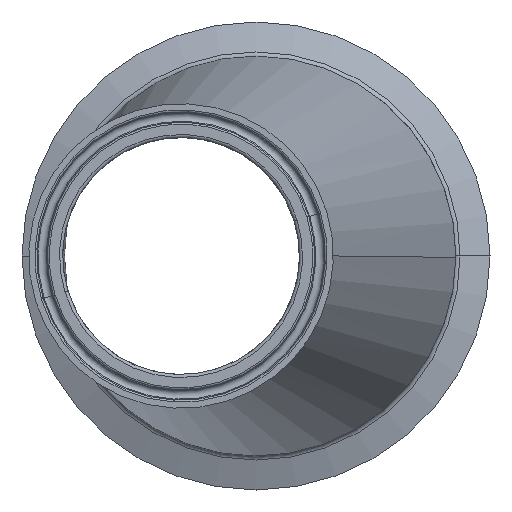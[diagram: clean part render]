
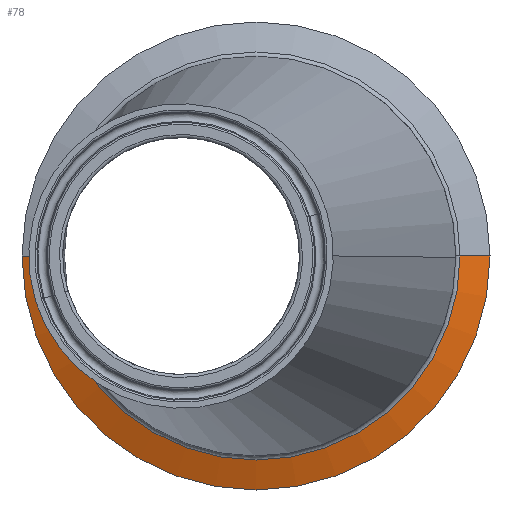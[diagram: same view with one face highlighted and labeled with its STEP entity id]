
A CAD part, front view. The second image highlights one B-rep face of the part: STEP entity #78.
In plain terms, the highlighted conical face has half-angle 70 degrees and reference radius 59.46 mm.
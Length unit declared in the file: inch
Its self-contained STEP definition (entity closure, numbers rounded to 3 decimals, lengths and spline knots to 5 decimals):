
#39 = EDGE_CURVE ( 'NONE', #1809, #1469, #1027, .T. ) ;
#68 = CARTESIAN_POINT ( 'NONE',  ( 0.91746, -0.41621, 0. ) ) ;
#78 = ADVANCED_FACE ( 'NONE', ( #1303 ), #1930, .T. ) ;
#110 = ORIENTED_EDGE ( 'NONE', *, *, #2363, .F. ) ;
#128 = CARTESIAN_POINT ( 'NONE',  ( 0.91746, -0.3072, 0. ) ) ;
#156 = EDGE_LOOP ( 'NONE', ( #2397, #346, #1948, #110 ) ) ;
#174 = CIRCLE ( 'NONE', #2278, 2.34094 ) ;
#201 = DIRECTION ( 'NONE',  ( 0.94, 0.342, 0. ) ) ;
#238 = DIRECTION ( 'NONE',  ( -1., 0., 0. ) ) ;
#312 = DIRECTION ( 'NONE',  ( 0., 1., 0. ) ) ;
#346 = ORIENTED_EDGE ( 'NONE', *, *, #636, .T. ) ;
#360 = CARTESIAN_POINT ( 'NONE',  ( 0.91746, -0.3072, 0. ) ) ;
#434 = CIRCLE ( 'NONE', #2101, 2.04145 ) ;
#452 = VECTOR ( 'NONE', #2370, 39.37008 ) ;
#539 = DIRECTION ( 'NONE',  ( -1., 0., 0. ) ) ;
#576 = VECTOR ( 'NONE', #201, 39.37008 ) ;
#636 = EDGE_CURVE ( 'NONE', #2297, #1809, #434, .T. ) ;
#764 = EDGE_CURVE ( 'NONE', #2297, #1056, #1340, .T. ) ;
#849 = DIRECTION ( 'NONE',  ( -1., 0., 0. ) ) ;
#1027 = LINE ( 'NONE', #2364, #452 ) ;
#1056 = VERTEX_POINT ( 'NONE', #1570 ) ;
#1078 = CARTESIAN_POINT ( 'NONE',  ( -1.12399, -0.41621, 0. ) ) ;
#1261 = CARTESIAN_POINT ( 'NONE',  ( 2.95891, -0.41621, 0. ) ) ;
#1289 = DIRECTION ( 'NONE',  ( 0., 1., 0. ) ) ;
#1303 = FACE_OUTER_BOUND ( 'NONE', #156, .T. ) ;
#1340 = LINE ( 'NONE', #2077, #576 ) ;
#1469 = VERTEX_POINT ( 'NONE', #2204 ) ;
#1542 = DIRECTION ( 'NONE',  ( 0., 1., 0. ) ) ;
#1570 = CARTESIAN_POINT ( 'NONE',  ( 3.2584, -0.3072, 0. ) ) ;
#1809 = VERTEX_POINT ( 'NONE', #1078 ) ;
#1930 = CONICAL_SURFACE ( 'NONE', #2021, 2.34094, 1.222 ) ;
#1948 = ORIENTED_EDGE ( 'NONE', *, *, #39, .T. ) ;
#2021 = AXIS2_PLACEMENT_3D ( 'NONE', #360, #1289, #539 ) ;
#2077 = CARTESIAN_POINT ( 'NONE',  ( 3.2584, -0.3072, 0. ) ) ;
#2101 = AXIS2_PLACEMENT_3D ( 'NONE', #68, #1542, #238 ) ;
#2204 = CARTESIAN_POINT ( 'NONE',  ( -1.42349, -0.3072, 0. ) ) ;
#2278 = AXIS2_PLACEMENT_3D ( 'NONE', #128, #312, #849 ) ;
#2297 = VERTEX_POINT ( 'NONE', #1261 ) ;
#2363 = EDGE_CURVE ( 'NONE', #1056, #1469, #174, .T. ) ;
#2364 = CARTESIAN_POINT ( 'NONE',  ( -1.42349, -0.3072, 0. ) ) ;
#2370 = DIRECTION ( 'NONE',  ( -0.94, 0.342, 0. ) ) ;
#2397 = ORIENTED_EDGE ( 'NONE', *, *, #764, .F. ) ;
